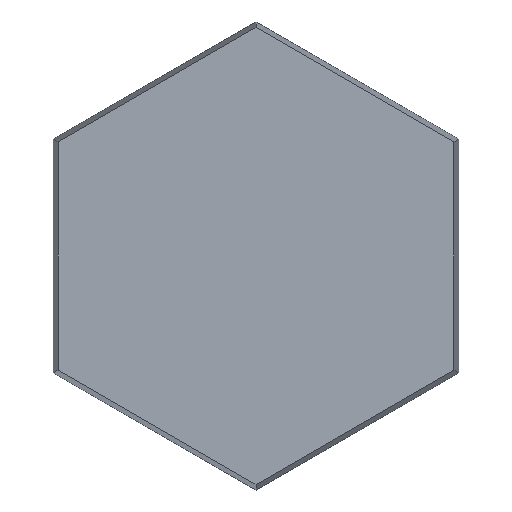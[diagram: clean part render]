
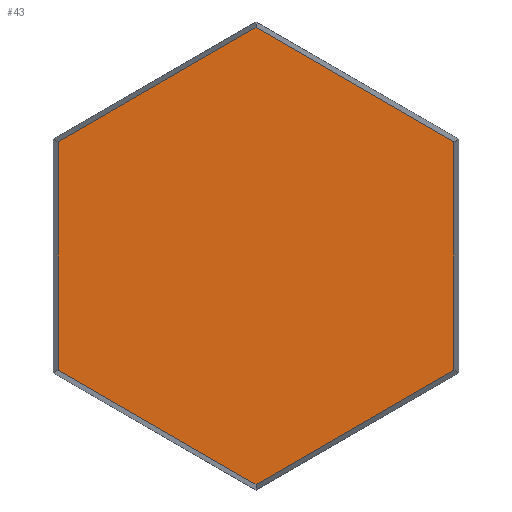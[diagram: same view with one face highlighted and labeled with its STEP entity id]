
A CAD part, front view. The second image highlights one B-rep face of the part: STEP entity #43.
In plain terms, the highlighted planar face has unit normal (0, -1, 0).
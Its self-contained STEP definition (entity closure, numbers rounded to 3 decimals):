
#43 = ADVANCED_FACE( '', ( #88 ), #89, .F. );
#88 = FACE_OUTER_BOUND( '', #131, .T. );
#89 = PLANE( '', #132 );
#131 = EDGE_LOOP( '', ( #179, #180, #181, #182, #183, #184 ) );
#132 = AXIS2_PLACEMENT_3D( '', #185, #186, #187 );
#179 = ORIENTED_EDGE( '', *, *, #251, .F. );
#180 = ORIENTED_EDGE( '', *, *, #252, .F. );
#181 = ORIENTED_EDGE( '', *, *, #248, .F. );
#182 = ORIENTED_EDGE( '', *, *, #253, .F. );
#183 = ORIENTED_EDGE( '', *, *, #254, .F. );
#184 = ORIENTED_EDGE( '', *, *, #255, .F. );
#185 = CARTESIAN_POINT( '', ( 0., 0., 0. ) );
#186 = DIRECTION( '', ( 0., 1., 0. ) );
#187 = DIRECTION( '', ( 0., 0., 1. ) );
#248 = EDGE_CURVE( '', #284, #286, #287, .T. );
#251 = EDGE_CURVE( '', #290, #291, #292, .T. );
#252 = EDGE_CURVE( '', #286, #290, #293, .T. );
#253 = EDGE_CURVE( '', #294, #284, #295, .T. );
#254 = EDGE_CURVE( '', #296, #294, #297, .T. );
#255 = EDGE_CURVE( '', #291, #296, #298, .T. );
#284 = VERTEX_POINT( '', #332 );
#286 = VERTEX_POINT( '', #335 );
#287 = LINE( '', #336, #337 );
#290 = VERTEX_POINT( '', #341 );
#291 = VERTEX_POINT( '', #342 );
#292 = LINE( '', #343, #344 );
#293 = LINE( '', #345, #346 );
#294 = VERTEX_POINT( '', #347 );
#295 = LINE( '', #348, #349 );
#296 = VERTEX_POINT( '', #350 );
#297 = LINE( '', #351, #352 );
#298 = LINE( '', #353, #354 );
#332 = CARTESIAN_POINT( '', ( 14.651, 0., -8.459 ) );
#335 = CARTESIAN_POINT( '', ( 0., 0., -16.917 ) );
#336 = CARTESIAN_POINT( '', ( 7.325, 0., -12.688 ) );
#337 = VECTOR( '', #394, 1000. );
#341 = CARTESIAN_POINT( '', ( -14.651, 0., -8.459 ) );
#342 = CARTESIAN_POINT( '', ( -14.651, 0., 8.459 ) );
#343 = CARTESIAN_POINT( '', ( -14.651, 0., 0. ) );
#344 = VECTOR( '', #396, 1000. );
#345 = CARTESIAN_POINT( '', ( -7.325, 0., -12.688 ) );
#346 = VECTOR( '', #397, 1000. );
#347 = CARTESIAN_POINT( '', ( 14.651, 0., 8.459 ) );
#348 = CARTESIAN_POINT( '', ( 14.651, 0., 0. ) );
#349 = VECTOR( '', #398, 1000. );
#350 = CARTESIAN_POINT( '', ( 0., 0., 16.917 ) );
#351 = CARTESIAN_POINT( '', ( 7.325, 0., 12.688 ) );
#352 = VECTOR( '', #399, 1000. );
#353 = CARTESIAN_POINT( '', ( -7.325, 0., 12.688 ) );
#354 = VECTOR( '', #400, 1000. );
#394 = DIRECTION( '', ( -0.866, 0., -0.5 ) );
#396 = DIRECTION( '', ( 0., 0., 1. ) );
#397 = DIRECTION( '', ( -0.866, 0., 0.5 ) );
#398 = DIRECTION( '', ( 0., 0., -1. ) );
#399 = DIRECTION( '', ( 0.866, 0., -0.5 ) );
#400 = DIRECTION( '', ( 0.866, 0., 0.5 ) );
